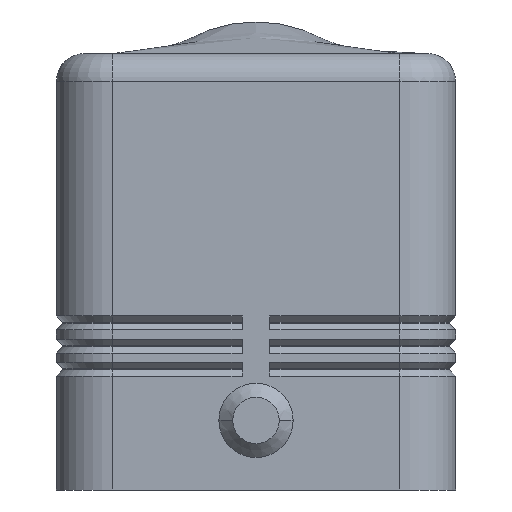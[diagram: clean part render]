
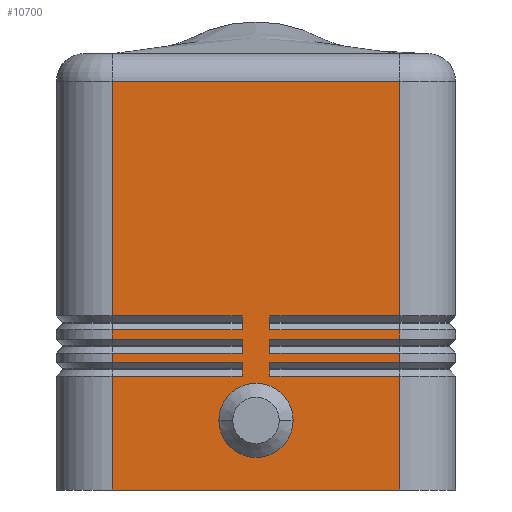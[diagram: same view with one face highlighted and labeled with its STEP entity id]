
A CAD part, left-side view. The second image highlights one B-rep face of the part: STEP entity #10700.
In plain terms, the highlighted planar face has unit normal (-1, 0, 0).
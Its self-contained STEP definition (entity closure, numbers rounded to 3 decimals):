
#8200=CARTESIAN_POINT('',(-30.,0.,47.));
#8210=DIRECTION('',(-1.,0.,0.));
#8220=DIRECTION('',(0.,0.,1.));
#8230=AXIS2_PLACEMENT_3D('',#8200,#8210,#8220);
#8240=PLANE('',#8230);
#8250=CARTESIAN_POINT('',(-30.,-15.5,44.));
#8260=DIRECTION('',(0.,0.,-1.));
#8270=VECTOR('',#8260,25.25);
#8280=LINE('',#8250,#8270);
#8290=CARTESIAN_POINT('',(-30.,-15.5,44.));
#8300=VERTEX_POINT('',#8290);
#8310=CARTESIAN_POINT('',(-30.,-15.5,18.75));
#8320=VERTEX_POINT('',#8310);
#8330=EDGE_CURVE('',#8300,#8320,#8280,.T.);
#8340=ORIENTED_EDGE('',*,*,#8330,.F.);
#8350=CARTESIAN_POINT('',(-30.,-15.5,18.75));
#8360=DIRECTION('',(0.,1.,0.));
#8370=VECTOR('',#8360,14.);
#8380=LINE('',#8350,#8370);
#8390=CARTESIAN_POINT('',(-30.,-1.5,18.75));
#8400=VERTEX_POINT('',#8390);
#8410=EDGE_CURVE('',#8320,#8400,#8380,.T.);
#8420=ORIENTED_EDGE('',*,*,#8410,.F.);
#8430=CARTESIAN_POINT('',(-30.,-1.5,18.75));
#8440=DIRECTION('',(0.,0.,-1.));
#8450=VECTOR('',#8440,1.5);
#8460=LINE('',#8430,#8450);
#8470=CARTESIAN_POINT('',(-30.,-1.5,17.25));
#8480=VERTEX_POINT('',#8470);
#8490=EDGE_CURVE('',#8400,#8480,#8460,.T.);
#8500=ORIENTED_EDGE('',*,*,#8490,.F.);
#8510=CARTESIAN_POINT('',(-30.,-1.5,17.25));
#8520=DIRECTION('',(0.,-1.,0.));
#8530=VECTOR('',#8520,14.);
#8540=LINE('',#8510,#8530);
#8550=CARTESIAN_POINT('',(-30.,-15.5,17.25));
#8560=VERTEX_POINT('',#8550);
#8570=EDGE_CURVE('',#8480,#8560,#8540,.T.);
#8580=ORIENTED_EDGE('',*,*,#8570,.F.);
#8590=CARTESIAN_POINT('',(-30.,-15.5,17.25));
#8600=DIRECTION('',(0.,0.,-1.));
#8610=VECTOR('',#8600,1.);
#8620=LINE('',#8590,#8610);
#8630=CARTESIAN_POINT('',(-30.,-15.5,16.25));
#8640=VERTEX_POINT('',#8630);
#8650=EDGE_CURVE('',#8560,#8640,#8620,.T.);
#8660=ORIENTED_EDGE('',*,*,#8650,.F.);
#8670=CARTESIAN_POINT('',(-30.,-15.5,16.25));
#8680=DIRECTION('',(0.,1.,0.));
#8690=VECTOR('',#8680,14.);
#8700=LINE('',#8670,#8690);
#8710=CARTESIAN_POINT('',(-30.,-1.5,16.25));
#8720=VERTEX_POINT('',#8710);
#8730=EDGE_CURVE('',#8640,#8720,#8700,.T.);
#8740=ORIENTED_EDGE('',*,*,#8730,.F.);
#8750=CARTESIAN_POINT('',(-30.,-1.5,16.25));
#8760=DIRECTION('',(0.,0.,-1.));
#8770=VECTOR('',#8760,1.5);
#8780=LINE('',#8750,#8770);
#8790=CARTESIAN_POINT('',(-30.,-1.5,14.75));
#8800=VERTEX_POINT('',#8790);
#8810=EDGE_CURVE('',#8720,#8800,#8780,.T.);
#8820=ORIENTED_EDGE('',*,*,#8810,.F.);
#8830=CARTESIAN_POINT('',(-30.,-1.5,14.75));
#8840=DIRECTION('',(0.,-1.,0.));
#8850=VECTOR('',#8840,14.);
#8860=LINE('',#8830,#8850);
#8870=CARTESIAN_POINT('',(-30.,-15.5,14.75));
#8880=VERTEX_POINT('',#8870);
#8890=EDGE_CURVE('',#8800,#8880,#8860,.T.);
#8900=ORIENTED_EDGE('',*,*,#8890,.F.);
#8910=CARTESIAN_POINT('',(-30.,-15.5,14.75));
#8920=DIRECTION('',(0.,0.,-1.));
#8930=VECTOR('',#8920,1.);
#8940=LINE('',#8910,#8930);
#8950=CARTESIAN_POINT('',(-30.,-15.5,13.75));
#8960=VERTEX_POINT('',#8950);
#8970=EDGE_CURVE('',#8880,#8960,#8940,.T.);
#8980=ORIENTED_EDGE('',*,*,#8970,.F.);
#8990=CARTESIAN_POINT('',(-30.,-15.5,13.75));
#9000=DIRECTION('',(0.,1.,0.));
#9010=VECTOR('',#9000,14.);
#9020=LINE('',#8990,#9010);
#9030=CARTESIAN_POINT('',(-30.,-1.5,13.75));
#9040=VERTEX_POINT('',#9030);
#9050=EDGE_CURVE('',#8960,#9040,#9020,.T.);
#9060=ORIENTED_EDGE('',*,*,#9050,.F.);
#9070=CARTESIAN_POINT('',(-30.,-1.5,13.75));
#9080=DIRECTION('',(0.,0.,-1.));
#9090=VECTOR('',#9080,1.5);
#9100=LINE('',#9070,#9090);
#9110=CARTESIAN_POINT('',(-30.,-1.5,12.25));
#9120=VERTEX_POINT('',#9110);
#9130=EDGE_CURVE('',#9040,#9120,#9100,.T.);
#9140=ORIENTED_EDGE('',*,*,#9130,.F.);
#9150=CARTESIAN_POINT('',(-30.,-1.5,12.25));
#9160=DIRECTION('',(0.,-1.,0.));
#9170=VECTOR('',#9160,14.);
#9180=LINE('',#9150,#9170);
#9190=CARTESIAN_POINT('',(-30.,-15.5,12.25));
#9200=VERTEX_POINT('',#9190);
#9210=EDGE_CURVE('',#9120,#9200,#9180,.T.);
#9220=ORIENTED_EDGE('',*,*,#9210,.F.);
#9230=CARTESIAN_POINT('',(-30.,-15.5,12.25));
#9240=DIRECTION('',(0.,0.,-1.));
#9250=VECTOR('',#9240,12.25);
#9260=LINE('',#9230,#9250);
#9270=CARTESIAN_POINT('',(-30.,-15.5,0.));
#9280=VERTEX_POINT('',#9270);
#9290=EDGE_CURVE('',#9200,#9280,#9260,.T.);
#9300=ORIENTED_EDGE('',*,*,#9290,.F.);
#9310=CARTESIAN_POINT('',(-30.,-15.5,0.));
#9320=DIRECTION('',(0.,1.,0.));
#9330=VECTOR('',#9320,31.);
#9340=LINE('',#9310,#9330);
#9350=CARTESIAN_POINT('',(-30.,15.5,0.));
#9360=VERTEX_POINT('',#9350);
#9370=EDGE_CURVE('',#9280,#9360,#9340,.T.);
#9380=ORIENTED_EDGE('',*,*,#9370,.F.);
#9390=CARTESIAN_POINT('',(-30.,15.5,0.));
#9400=DIRECTION('',(0.,0.,1.));
#9410=VECTOR('',#9400,12.25);
#9420=LINE('',#9390,#9410);
#9430=CARTESIAN_POINT('',(-30.,15.5,12.25));
#9440=VERTEX_POINT('',#9430);
#9450=EDGE_CURVE('',#9360,#9440,#9420,.T.);
#9460=ORIENTED_EDGE('',*,*,#9450,.F.);
#9470=CARTESIAN_POINT('',(-30.,15.5,12.25));
#9480=DIRECTION('',(0.,-1.,0.));
#9490=VECTOR('',#9480,14.);
#9500=LINE('',#9470,#9490);
#9510=CARTESIAN_POINT('',(-30.,1.5,12.25));
#9520=VERTEX_POINT('',#9510);
#9530=EDGE_CURVE('',#9440,#9520,#9500,.T.);
#9540=ORIENTED_EDGE('',*,*,#9530,.F.);
#9550=CARTESIAN_POINT('',(-30.,1.5,12.25));
#9560=DIRECTION('',(0.,0.,1.));
#9570=VECTOR('',#9560,1.5);
#9580=LINE('',#9550,#9570);
#9590=CARTESIAN_POINT('',(-30.,1.5,13.75));
#9600=VERTEX_POINT('',#9590);
#9610=EDGE_CURVE('',#9520,#9600,#9580,.T.);
#9620=ORIENTED_EDGE('',*,*,#9610,.F.);
#9630=CARTESIAN_POINT('',(-30.,1.5,13.75));
#9640=DIRECTION('',(0.,1.,0.));
#9650=VECTOR('',#9640,14.);
#9660=LINE('',#9630,#9650);
#9670=CARTESIAN_POINT('',(-30.,15.5,13.75));
#9680=VERTEX_POINT('',#9670);
#9690=EDGE_CURVE('',#9600,#9680,#9660,.T.);
#9700=ORIENTED_EDGE('',*,*,#9690,.F.);
#9710=CARTESIAN_POINT('',(-30.,15.5,13.75));
#9720=DIRECTION('',(0.,0.,1.));
#9730=VECTOR('',#9720,1.);
#9740=LINE('',#9710,#9730);
#9750=CARTESIAN_POINT('',(-30.,15.5,14.75));
#9760=VERTEX_POINT('',#9750);
#9770=EDGE_CURVE('',#9680,#9760,#9740,.T.);
#9780=ORIENTED_EDGE('',*,*,#9770,.F.);
#9790=CARTESIAN_POINT('',(-30.,15.5,14.75));
#9800=DIRECTION('',(0.,-1.,0.));
#9810=VECTOR('',#9800,14.);
#9820=LINE('',#9790,#9810);
#9830=CARTESIAN_POINT('',(-30.,1.5,14.75));
#9840=VERTEX_POINT('',#9830);
#9850=EDGE_CURVE('',#9760,#9840,#9820,.T.);
#9860=ORIENTED_EDGE('',*,*,#9850,.F.);
#9870=CARTESIAN_POINT('',(-30.,1.5,14.75));
#9880=DIRECTION('',(0.,0.,1.));
#9890=VECTOR('',#9880,1.5);
#9900=LINE('',#9870,#9890);
#9910=CARTESIAN_POINT('',(-30.,1.5,16.25));
#9920=VERTEX_POINT('',#9910);
#9930=EDGE_CURVE('',#9840,#9920,#9900,.T.);
#9940=ORIENTED_EDGE('',*,*,#9930,.F.);
#9950=CARTESIAN_POINT('',(-30.,1.5,16.25));
#9960=DIRECTION('',(0.,1.,0.));
#9970=VECTOR('',#9960,14.);
#9980=LINE('',#9950,#9970);
#9990=CARTESIAN_POINT('',(-30.,15.5,16.25));
#10000=VERTEX_POINT('',#9990);
#10010=EDGE_CURVE('',#9920,#10000,#9980,.T.);
#10020=ORIENTED_EDGE('',*,*,#10010,.F.);
#10030=CARTESIAN_POINT('',(-30.,15.5,16.25));
#10040=DIRECTION('',(0.,0.,1.));
#10050=VECTOR('',#10040,1.);
#10060=LINE('',#10030,#10050);
#10070=CARTESIAN_POINT('',(-30.,15.5,17.25));
#10080=VERTEX_POINT('',#10070);
#10090=EDGE_CURVE('',#10000,#10080,#10060,.T.);
#10100=ORIENTED_EDGE('',*,*,#10090,.F.);
#10110=CARTESIAN_POINT('',(-30.,15.5,17.25));
#10120=DIRECTION('',(0.,-1.,0.));
#10130=VECTOR('',#10120,14.);
#10140=LINE('',#10110,#10130);
#10150=CARTESIAN_POINT('',(-30.,1.5,17.25));
#10160=VERTEX_POINT('',#10150);
#10170=EDGE_CURVE('',#10080,#10160,#10140,.T.);
#10180=ORIENTED_EDGE('',*,*,#10170,.F.);
#10190=CARTESIAN_POINT('',(-30.,1.5,17.25));
#10200=DIRECTION('',(0.,0.,1.));
#10210=VECTOR('',#10200,1.5);
#10220=LINE('',#10190,#10210);
#10230=CARTESIAN_POINT('',(-30.,1.5,18.75));
#10240=VERTEX_POINT('',#10230);
#10250=EDGE_CURVE('',#10160,#10240,#10220,.T.);
#10260=ORIENTED_EDGE('',*,*,#10250,.F.);
#10270=CARTESIAN_POINT('',(-30.,1.5,18.75));
#10280=DIRECTION('',(0.,1.,0.));
#10290=VECTOR('',#10280,14.);
#10300=LINE('',#10270,#10290);
#10310=CARTESIAN_POINT('',(-30.,15.5,18.75));
#10320=VERTEX_POINT('',#10310);
#10330=EDGE_CURVE('',#10240,#10320,#10300,.T.);
#10340=ORIENTED_EDGE('',*,*,#10330,.F.);
#10350=CARTESIAN_POINT('',(-30.,15.5,18.75));
#10360=DIRECTION('',(0.,0.,1.));
#10370=VECTOR('',#10360,25.25);
#10380=LINE('',#10350,#10370);
#10390=CARTESIAN_POINT('',(-30.,15.5,44.));
#10400=VERTEX_POINT('',#10390);
#10410=EDGE_CURVE('',#10320,#10400,#10380,.T.);
#10420=ORIENTED_EDGE('',*,*,#10410,.F.);
#10430=CARTESIAN_POINT('',(-30.,15.5,44.));
#10440=DIRECTION('',(0.,-1.,0.));
#10450=VECTOR('',#10440,31.);
#10460=LINE('',#10430,#10450);
#10470=EDGE_CURVE('',#10400,#8300,#10460,.T.);
#10480=ORIENTED_EDGE('',*,*,#10470,.F.);
#10490=EDGE_LOOP('',(#10480,#10420,#10340,#10260,#10180,#10100,#10020,
#9940,#9860,#9780,#9700,#9620,#9540,#9460,#9380,#9300,#9220,#9140,#9060,
#8980,#8900,#8820,#8740,#8660,#8580,#8500,#8420,#8340));
#10500=FACE_OUTER_BOUND('',#10490,.T.);
#10510=CARTESIAN_POINT('',(-30.,0.,7.5));
#10520=DIRECTION('',(1.,0.,0.));
#10530=DIRECTION('',(0.,0.,1.));
#10540=AXIS2_PLACEMENT_3D('',#10510,#10520,#10530);
#10550=CIRCLE('',#10540,4.);
#10560=CARTESIAN_POINT('',(-30.,4.,7.5));
#10570=VERTEX_POINT('',#10560);
#10580=CARTESIAN_POINT('',(-30.,-4.,7.5));
#10590=VERTEX_POINT('',#10580);
#10600=EDGE_CURVE('',#10570,#10590,#10550,.T.);
#10610=ORIENTED_EDGE('',*,*,#10600,.T.);
#10620=CARTESIAN_POINT('',(-30.,0.,3.5));
#10630=VERTEX_POINT('',#10620);
#10640=EDGE_CURVE('',#10630,#10570,#10550,.T.);
#10650=ORIENTED_EDGE('',*,*,#10640,.T.);
#10660=EDGE_CURVE('',#10590,#10630,#10550,.T.);
#10670=ORIENTED_EDGE('',*,*,#10660,.T.);
#10680=EDGE_LOOP('',(#10670,#10650,#10610));
#10690=FACE_BOUND('',#10680,.T.);
#10700=ADVANCED_FACE('',(#10500,#10690),#8240,.T.);
